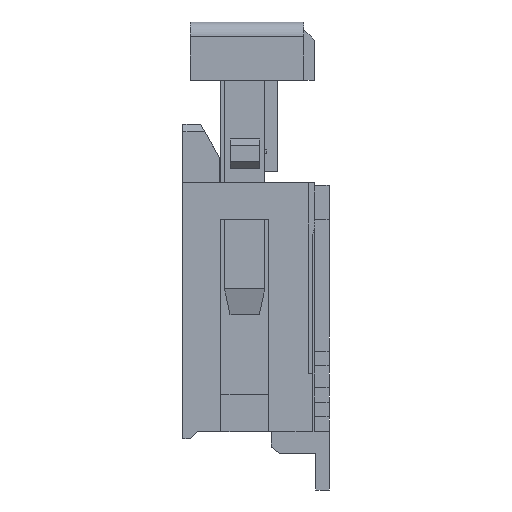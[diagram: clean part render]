
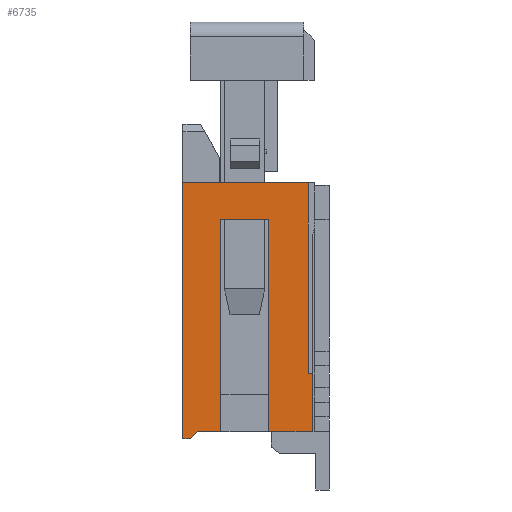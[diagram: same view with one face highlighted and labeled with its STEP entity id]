
A CAD part, left-side view. The second image highlights one B-rep face of the part: STEP entity #6735.
In plain terms, the highlighted planar face has unit normal (-1, 0, 0).
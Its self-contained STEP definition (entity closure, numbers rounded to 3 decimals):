
#13=DIRECTION('',(0.,-1.,0.));
#14=VECTOR('',#13,0.1);
#15=CARTESIAN_POINT('',(-4.15,2.,0.));
#16=LINE('',#15,#14);
#17=DIRECTION('',(0.,0.,1.));
#18=VECTOR('',#17,0.794);
#19=CARTESIAN_POINT('',(-4.15,0.229,0.1));
#20=LINE('',#19,#18);
#21=DIRECTION('',(0.,1.,0.));
#22=VECTOR('',#21,0.601);
#23=CARTESIAN_POINT('',(-4.15,0.229,0.1));
#24=LINE('',#23,#22);
#25=DIRECTION('',(0.,0.,1.));
#26=VECTOR('',#25,2.9);
#27=CARTESIAN_POINT('',(-4.15,0.83,0.1));
#28=LINE('',#27,#26);
#29=DIRECTION('',(0.,1.,0.));
#30=VECTOR('',#29,0.65);
#31=CARTESIAN_POINT('',(-4.15,0.83,3.));
#32=LINE('',#31,#30);
#33=DIRECTION('',(0.,0.,1.));
#34=VECTOR('',#33,2.9);
#35=CARTESIAN_POINT('',(-4.15,1.48,0.1));
#36=LINE('',#35,#34);
#37=DIRECTION('',(0.,1.,0.));
#38=VECTOR('',#37,0.32);
#39=CARTESIAN_POINT('',(-4.15,1.48,0.1));
#40=LINE('',#39,#38);
#41=DIRECTION('',(0.,-0.707,0.707));
#42=VECTOR('',#41,0.141);
#43=CARTESIAN_POINT('',(-4.15,1.9,0.));
#44=LINE('',#43,#42);
#45=DIRECTION('',(0.,0.,1.));
#46=VECTOR('',#45,3.5);
#47=CARTESIAN_POINT('',(-4.15,2.,0.));
#48=LINE('',#47,#46);
#49=DIRECTION('',(0.,0.,-1.));
#50=VECTOR('',#49,2.606);
#51=CARTESIAN_POINT('',(-4.15,0.286,3.5));
#52=LINE('',#51,#50);
#53=DIRECTION('',(0.,1.,0.));
#54=VECTOR('',#53,0.057);
#55=CARTESIAN_POINT('',(-4.15,0.229,0.894));
#56=LINE('',#55,#54);
#218=DIRECTION('',(0.,-1.,0.));
#219=VECTOR('',#218,1.714);
#220=CARTESIAN_POINT('',(-4.15,2.,3.5));
#221=LINE('',#220,#219);
#5056=CARTESIAN_POINT('',(-4.15,2.,0.));
#5058=VERTEX_POINT('',#5056);
#5061=CARTESIAN_POINT('',(-4.15,2.,3.5));
#5062=VERTEX_POINT('',#5061);
#5333=CARTESIAN_POINT('',(-4.15,0.83,3.));
#5334=CARTESIAN_POINT('',(-4.15,1.48,3.));
#5335=VERTEX_POINT('',#5333);
#5336=VERTEX_POINT('',#5334);
#5337=CARTESIAN_POINT('',(-4.15,0.83,0.1));
#5338=VERTEX_POINT('',#5337);
#5339=CARTESIAN_POINT('',(-4.15,1.48,0.1));
#5340=VERTEX_POINT('',#5339);
#5647=CARTESIAN_POINT('',(-4.15,1.9,0.));
#5649=VERTEX_POINT('',#5647);
#5653=CARTESIAN_POINT('',(-4.15,1.8,0.1));
#5654=VERTEX_POINT('',#5653);
#6589=CARTESIAN_POINT('',(-4.15,0.286,3.5));
#6590=VERTEX_POINT('',#6589);
#6595=CARTESIAN_POINT('',(-4.15,0.286,0.894));
#6596=VERTEX_POINT('',#6595);
#6607=CARTESIAN_POINT('',(-4.15,0.229,0.1));
#6608=CARTESIAN_POINT('',(-4.15,0.229,0.894));
#6609=VERTEX_POINT('',#6607);
#6610=VERTEX_POINT('',#6608);
#6706=CARTESIAN_POINT('',(-4.15,2.,0.));
#6707=DIRECTION('',(-1.,0.,0.));
#6708=DIRECTION('',(0.,-1.,0.));
#6709=AXIS2_PLACEMENT_3D('',#6706,#6707,#6708);
#6710=PLANE('',#6709);
#6712=ORIENTED_EDGE('',*,*,#6711,.F.);
#6714=ORIENTED_EDGE('',*,*,#6713,.T.);
#6716=ORIENTED_EDGE('',*,*,#6715,.T.);
#6718=ORIENTED_EDGE('',*,*,#6717,.T.);
#6720=ORIENTED_EDGE('',*,*,#6719,.F.);
#6722=ORIENTED_EDGE('',*,*,#6721,.T.);
#6723=ORIENTED_EDGE('',*,*,#6697,.F.);
#6724=ORIENTED_EDGE('',*,*,#6686,.F.);
#6726=ORIENTED_EDGE('',*,*,#6725,.T.);
#6728=ORIENTED_EDGE('',*,*,#6727,.T.);
#6730=ORIENTED_EDGE('',*,*,#6729,.T.);
#6732=ORIENTED_EDGE('',*,*,#6731,.F.);
#6733=EDGE_LOOP('',(#6712,#6714,#6716,#6718,#6720,#6722,#6723,#6724,#6726,#6728,
#6730,#6732));
#6734=FACE_OUTER_BOUND('',#6733,.F.);
#6735=ADVANCED_FACE('',(#6734),#6710,.T.);
#6686=EDGE_CURVE('',#5058,#5649,#16,.T.);
#6697=EDGE_CURVE('',#5649,#5654,#44,.T.);
#6711=EDGE_CURVE('',#6609,#6610,#20,.T.);
#6713=EDGE_CURVE('',#6609,#5338,#24,.T.);
#6715=EDGE_CURVE('',#5338,#5335,#28,.T.);
#6717=EDGE_CURVE('',#5335,#5336,#32,.T.);
#6719=EDGE_CURVE('',#5340,#5336,#36,.T.);
#6721=EDGE_CURVE('',#5340,#5654,#40,.T.);
#6725=EDGE_CURVE('',#5058,#5062,#48,.T.);
#6727=EDGE_CURVE('',#5062,#6590,#221,.T.);
#6729=EDGE_CURVE('',#6590,#6596,#52,.T.);
#6731=EDGE_CURVE('',#6610,#6596,#56,.T.);
